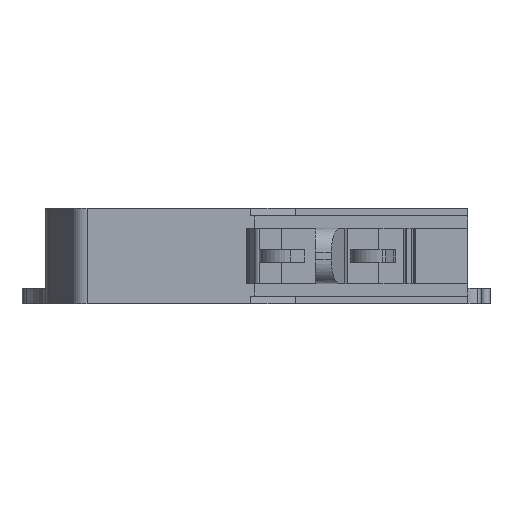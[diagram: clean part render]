
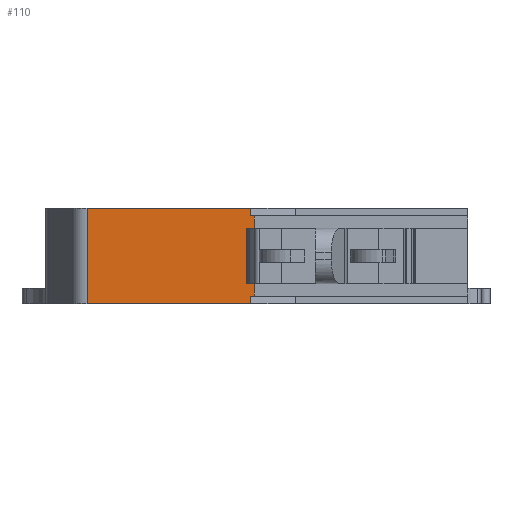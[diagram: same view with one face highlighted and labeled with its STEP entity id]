
A CAD part, front view. The second image highlights one B-rep face of the part: STEP entity #110.
In plain terms, the highlighted planar face has unit normal (0, -1, 0).
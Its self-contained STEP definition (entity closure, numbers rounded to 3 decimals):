
#110=ADVANCED_FACE('',(#296),#297,.T.);
#296=FACE_OUTER_BOUND('',#540,.T.);
#297=PLANE('',#541);
#540=EDGE_LOOP('',(#1586,#1587,#1588,#1589,#1590,#1591,#1592,#1593));
#541=AXIS2_PLACEMENT_3D('',#1594,#1595,#1596);
#1586=ORIENTED_EDGE('',*,*,#2268,.T.);
#1587=ORIENTED_EDGE('',*,*,#2139,.T.);
#1588=ORIENTED_EDGE('',*,*,#2269,.F.);
#1589=ORIENTED_EDGE('',*,*,#2091,.F.);
#1590=ORIENTED_EDGE('',*,*,#2267,.T.);
#1591=ORIENTED_EDGE('',*,*,#2265,.F.);
#1592=ORIENTED_EDGE('',*,*,#2263,.T.);
#1593=ORIENTED_EDGE('',*,*,#2145,.T.);
#1594=CARTESIAN_POINT('',(-17.125,20.5,0.45));
#1595=DIRECTION('',(0.0,-1.0,0.0));
#1596=DIRECTION('',(0.0,0.0,-1.0));
#2091=EDGE_CURVE('',#2513,#2515,#2516,.T.);
#2139=EDGE_CURVE('',#2604,#2602,#2605,.T.);
#2145=EDGE_CURVE('',#2614,#2612,#2615,.T.);
#2263=EDGE_CURVE('',#2800,#2614,#2801,.T.);
#2265=EDGE_CURVE('',#2800,#2803,#2804,.T.);
#2267=EDGE_CURVE('',#2513,#2803,#2806,.T.);
#2268=EDGE_CURVE('',#2612,#2604,#2807,.T.);
#2269=EDGE_CURVE('',#2515,#2602,#2808,.T.);
#2513=VERTEX_POINT('',#3155);
#2515=VERTEX_POINT('',#3158);
#2516=LINE('',#3159,#3160);
#2602=VERTEX_POINT('',#3278);
#2604=VERTEX_POINT('',#3280);
#2605=LINE('',#3281,#3282);
#2612=VERTEX_POINT('',#3293);
#2614=VERTEX_POINT('',#3296);
#2615=LINE('',#3297,#3298);
#2800=VERTEX_POINT('',#3594);
#2801=LINE('',#3595,#3596);
#2803=VERTEX_POINT('',#3599);
#2804=LINE('',#3600,#3601);
#2806=LINE('',#3604,#3605);
#2807=LINE('',#3606,#3607);
#2808=LINE('',#3608,#3609);
#3155=CARTESIAN_POINT('',(-17.125,20.5,-5.1));
#3158=CARTESIAN_POINT('',(-27.447,20.5,-5.1));
#3159=CARTESIAN_POINT('',(-17.125,20.5,-5.1));
#3160=VECTOR('',#3992,10.322);
#3278=CARTESIAN_POINT('',(-27.447,20.5,0.95));
#3280=CARTESIAN_POINT('',(-17.125,20.5,0.95));
#3281=CARTESIAN_POINT('',(-17.125,20.5,0.95));
#3282=VECTOR('',#4077,10.322);
#3293=CARTESIAN_POINT('',(-17.125,20.5,0.45));
#3296=CARTESIAN_POINT('',(-16.9,20.5,0.45));
#3297=CARTESIAN_POINT('',(-16.9,20.5,0.45));
#3298=VECTOR('',#4083,0.225);
#3594=CARTESIAN_POINT('',(-16.9,20.5,-4.6));
#3595=CARTESIAN_POINT('',(-16.9,20.5,-4.6));
#3596=VECTOR('',#4231,5.05);
#3599=CARTESIAN_POINT('',(-17.125,20.5,-4.6));
#3600=CARTESIAN_POINT('',(-16.9,20.5,-4.6));
#3601=VECTOR('',#4233,0.225);
#3604=CARTESIAN_POINT('',(-17.125,20.5,-5.1));
#3605=VECTOR('',#4235,0.5);
#3606=CARTESIAN_POINT('',(-17.125,20.5,0.45));
#3607=VECTOR('',#4236,0.5);
#3608=CARTESIAN_POINT('',(-27.447,20.5,-5.1));
#3609=VECTOR('',#4237,6.05);
#3992=DIRECTION('',(-1.0,0.0,0.0));
#4077=DIRECTION('',(-1.0,0.0,0.0));
#4083=DIRECTION('',(-1.0,0.,0.0));
#4231=DIRECTION('',(0.0,0.0,1.0));
#4233=DIRECTION('',(-1.0,0.,0.0));
#4235=DIRECTION('',(0.,0.,1.0));
#4236=DIRECTION('',(0.0,0.0,1.0));
#4237=DIRECTION('',(0.,0.0,1.0));
